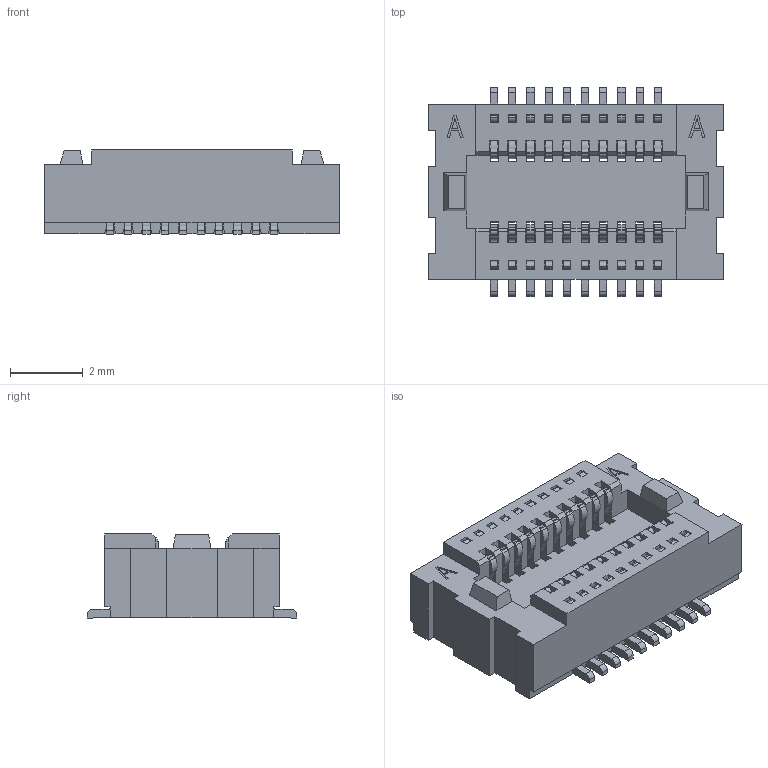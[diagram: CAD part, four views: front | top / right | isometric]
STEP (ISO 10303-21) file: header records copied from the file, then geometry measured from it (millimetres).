
FILE_DESCRIPTION((''),'2;1');
FILE_NAME('ASM0001_ASM','2024-01-22T',('工程三'),(''),'PRO/ENGINEER BY PARAMETRIC TECHNOLOGY CORPORATION, 2010280','PRO/ENGINEER BY PARAMETRIC TECHNOLOGY CORPORATION, 2010280','');
FILE_SCHEMA(('CONFIG_CONTROL_DESIGN'));
Length unit declared in the file: millimetre
Products named in the file (1): ASM0001_ASM
Bounding box: 8.1 x 5.76 x 2.31 mm (x, y, z)
Volume: 65.3 mm3; surface area: 319.9 mm2
Topology: 1 solids, 1 shells, 1166 faces, 4009 edges, 2713 vertices
Faces by surface type: plane 698, cylinder 468
Entity records: 44317 total; most frequent: CARTESIAN_POINT 8269, ORIENTED_EDGE 8018, DIRECTION 7363, EDGE_CURVE 4009, VECTOR 2817, LINE 2817, VERTEX_POINT 2713, AXIS2_PLACEMENT_3D 2273
